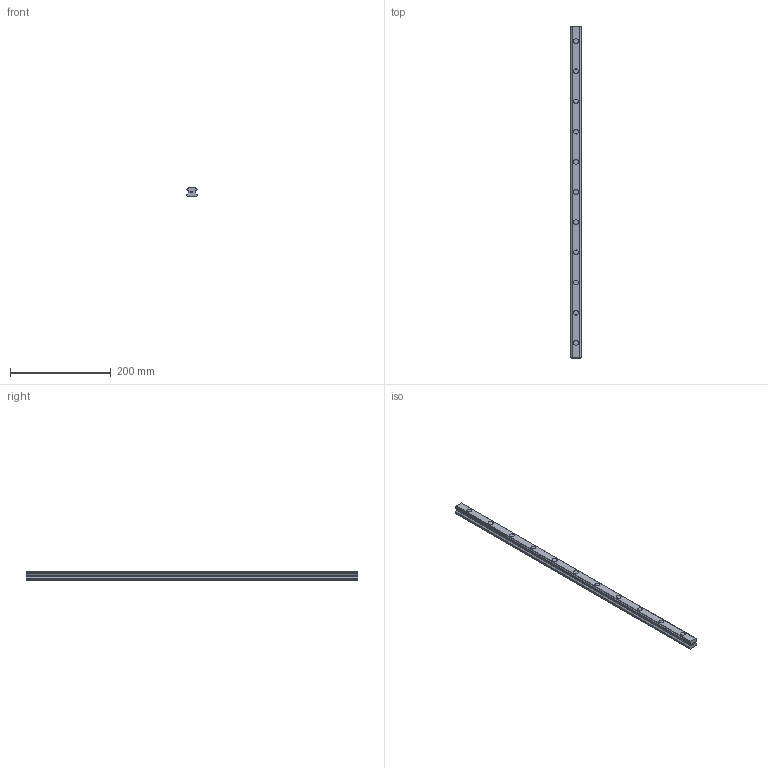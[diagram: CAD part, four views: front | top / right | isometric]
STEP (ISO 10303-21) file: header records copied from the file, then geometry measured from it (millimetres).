
FILE_DESCRIPTION(('STEP AP214'),'1');
FILE_NAME('cctmp_F124A012-00D4-428F-87DF-9F82F0DEF8A3_2020_5_18_12_47_18_653..stp','2020-05-18T10:47:18',('HIWIN GmbH'),('CADClick - www.CADClick.com'),'Spatial InterOp 3D',' ','unknown authorization');
FILE_SCHEMA(('AUTOMOTIVE_DESIGN'));
Length unit declared in the file: millimetre
Products named in the file (1): HGR20R660H_FILE
Bounding box: 20 x 660 x 17.5 mm (x, y, z)
Volume: 188687.1 mm3; surface area: 56432.6 mm2
Topology: 1 solids, 1 shells, 206 faces, 501 edges, 334 vertices
Faces by surface type: plane 118, cylinder 88
Entity records: 7753 total; most frequent: DIRECTION 1091, CARTESIAN_POINT 1042, ORIENTED_EDGE 1002, EDGE_CURVE 501, AXIS2_PLACEMENT_3D 383, VERTEX_POINT 334, LINE 325, VECTOR 325
